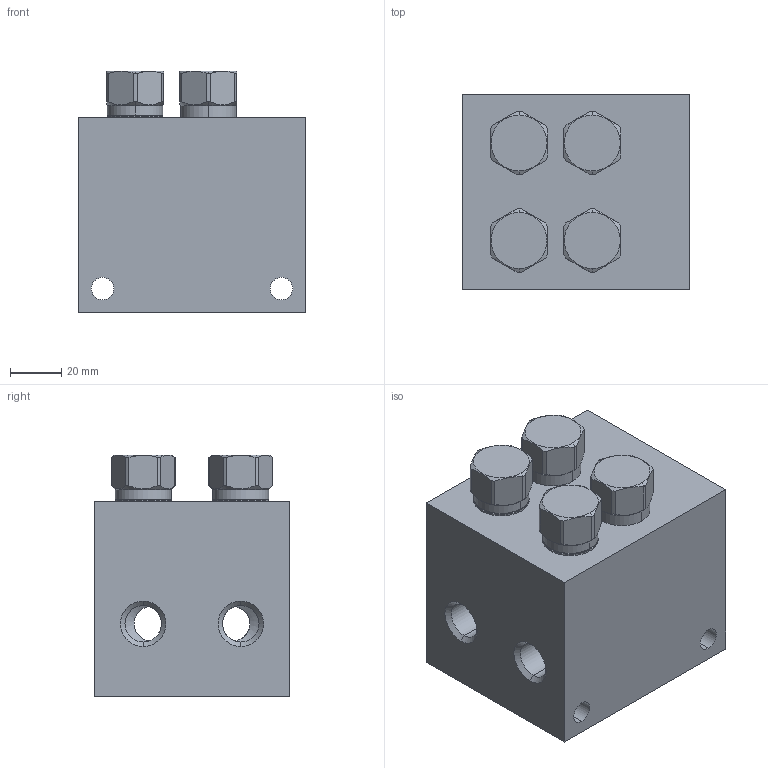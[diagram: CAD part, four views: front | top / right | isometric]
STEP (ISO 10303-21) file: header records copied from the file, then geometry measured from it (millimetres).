
FILE_DESCRIPTION((''),'2;1');
FILE_NAME('EPB_ASM','2019-07-24T',('ProEService'),(''),'PRO/ENGINEER BY PARAMETRIC TECHNOLOGY CORPORATION, 2014200','PRO/ENGINEER BY PARAMETRIC TECHNOLOGY CORPORATION, 2014200','');
FILE_SCHEMA(('CONFIG_CONTROL_DESIGN'));
Length unit declared in the file: inch
Products named in the file (4): 150-835-001; CXCDXAN; CXDAXAN; EPB_ASM
Assembly tree (5 placements, depth 2):
  EPB_ASM
    150-835-001
    CXCDXAN  x2
    CXDAXAN  x2
Bounding box: 88.9 x 76.2 x 94.46 mm (x, y, z)
Volume: 461332.5 mm3; surface area: 88728.3 mm2
Topology: 9 solids, 11 shells, 1220 faces, 3480 edges, 2471 vertices
Faces by surface type: cylinder 558, cone 250, plane 232, torus 120, bspline 36, revolution 24
Entity records: 29477 total; most frequent: CARTESIAN_POINT 10797, DIRECTION 3851, ORIENTED_EDGE 3532, EDGE_CURVE 1766, AXIS2_PLACEMENT_3D 1456, VERTEX_POINT 1104, VECTOR 927, LINE 927
